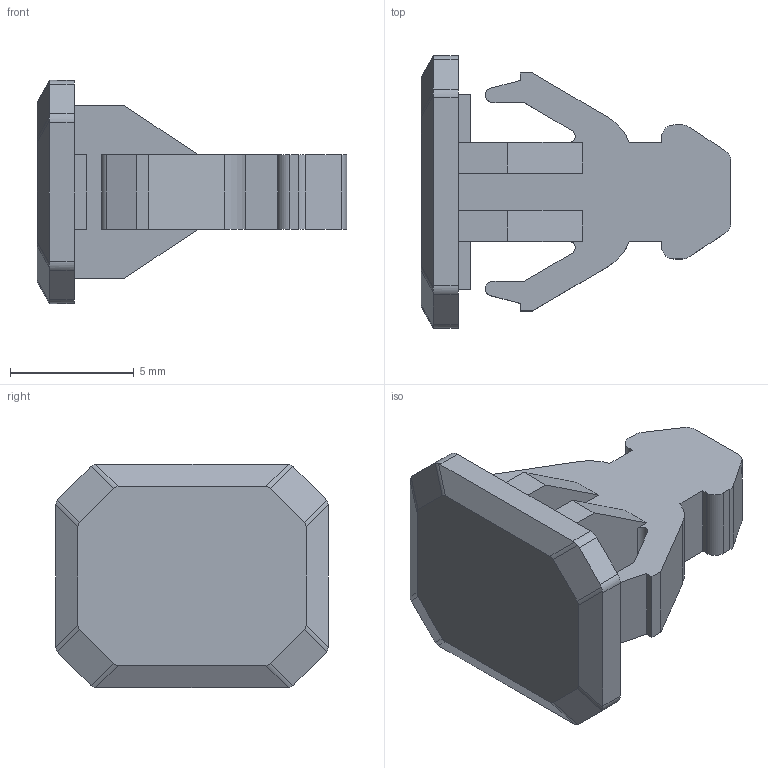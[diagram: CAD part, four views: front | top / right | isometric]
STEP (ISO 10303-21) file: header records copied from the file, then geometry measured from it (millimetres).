
FILE_DESCRIPTION (( 'STEP AP203' ), '1' );
FILE_NAME ('sone3D.STEP', '2015-12-16T02:45:07', ( '' ), ( '' ), 'SwSTEP 2.0', 'SolidWorks 2012', '' );
FILE_SCHEMA (( 'CONFIG_CONTROL_DESIGN' ));
Length unit declared in the file: millimetre
Products named in the file (1): sone3D
Bounding box: 12.5 x 11 x 9 mm (x, y, z)
Volume: 349.3 mm3; surface area: 523.6 mm2
Topology: 1 solids, 1 shells, 95 faces, 276 edges, 184 vertices
Faces by surface type: plane 65, cylinder 30
Entity records: 3199 total; most frequent: CARTESIAN_POINT 676, ORIENTED_EDGE 552, DIRECTION 464, EDGE_CURVE 276, VECTOR 200, LINE 200, VERTEX_POINT 184, AXIS2_PLACEMENT_3D 132
